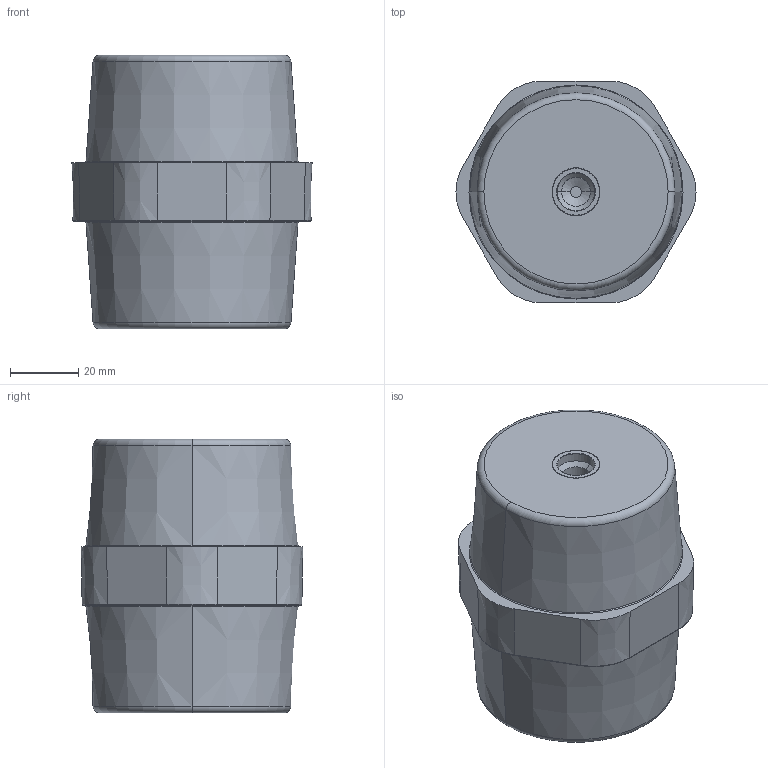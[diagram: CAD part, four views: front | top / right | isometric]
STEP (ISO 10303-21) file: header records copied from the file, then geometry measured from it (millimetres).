
FILE_DESCRIPTION (( 'STEP AP214' ), '1' );
FILE_NAME ('YIS11-80-10-K05 Èçîëÿòîð îïîðíûé SM80 (Ì10) IEK.STEP', '2024-06-18T11:51:14', ( '' ), ( '' ), 'SwSTEP 2.0', 'SolidWorks 2022', '' );
FILE_SCHEMA (( 'AUTOMOTIVE_DESIGN' ));
Length unit declared in the file: millimetre
Products named in the file (4): mh-80-000_izol_oporn_m10x22xd14_asm.stp; YIS11-80-10-K05 Изолятор опорный SM80 (М10) IEK; M10X22XD14_GAIKA_ZAKLADNAJA.stp; MH-80_000_01_IZOLJATOR_OPORN.stp
Assembly tree (4 placements, depth 3):
  YIS11-80-10-K05 Изолятор опорный SM80 (М10) IEK
    mh-80-000_izol_oporn_m10x22xd14_asm.stp
      MH-80_000_01_IZOLJATOR_OPORN.stp
      M10X22XD14_GAIKA_ZAKLADNAJA.stp  x2
Bounding box: 70.18 x 64.8 x 80 mm (x, y, z)
Volume: 234298.6 mm3; surface area: 27485.2 mm2
Topology: 3 solids, 3 shells, 2412 faces, 7116 edges, 4732 vertices
Faces by surface type: plane 1186, cylinder 1182, torus 22, cone 22
Entity records: 65356 total; most frequent: CARTESIAN_POINT 16029, ORIENTED_EDGE 10696, DIRECTION 10238, EDGE_CURVE 5348, VERTEX_POINT 3556, AXIS2_PLACEMENT_3D 3507, LINE 3224, VECTOR 3224
